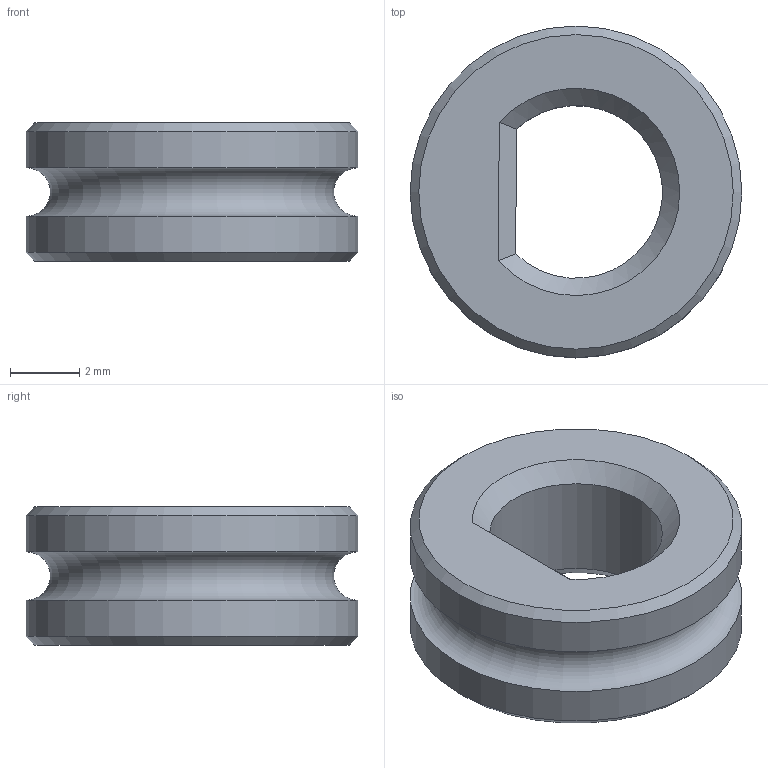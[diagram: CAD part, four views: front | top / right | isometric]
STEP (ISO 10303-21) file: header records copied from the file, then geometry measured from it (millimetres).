
FILE_DESCRIPTION(/* description */ (''),/* implementation_level */ '2;1');
FILE_NAME(/* name */ 'filmDigitizer_135_filmCarrier_shaftRoller',/* time_stamp */ '2023-12-07T09:07:03-05:00',/* author */ ('George Moua'),/* organization */ ('Archive 663'),/* preprocessor_version */ 'ST-DEVELOPER v16.7',/* originating_system */ 'Solid Edge',/* authorisation */ 'Unknown');
FILE_SCHEMA (('AUTOMOTIVE_DESIGN {1 0 10303 214 3 1 1}'));
Length unit declared in the file: millimetre
Products named in the file (2): filmDigitizer_135_filmCarrier; filmDigitizer_135_filmCarrier_shaftRoller
Assembly tree (1 placements, depth 2):
  filmDigitizer_135_filmCarrier
    filmDigitizer_135_filmCarrier_shaftRoller
Bounding box: 9.6 x 9.6 x 4 mm (x, y, z)
Volume: 190.9 mm3; surface area: 291.7 mm2
Topology: 1 solids, 1 shells, 13 faces, 29 edges, 18 vertices
Faces by surface type: plane 5, cone 4, cylinder 3, torus 1
Full cylindrical faces by diameter (mm): 9.6 x2
Entity records: 357 total; most frequent: CARTESIAN_POINT 61, DIRECTION 56, ORIENTED_EDGE 40, AXIS2_PLACEMENT_3D 25, EDGE_CURVE 20, EDGE_LOOP 20, FACE_BOUND 20, VERTEX_POINT 14
